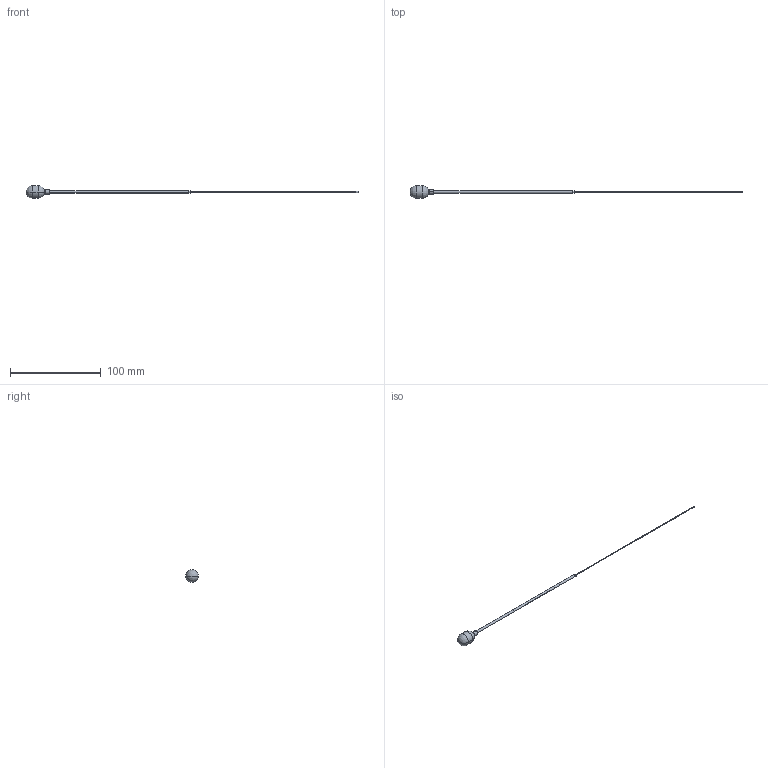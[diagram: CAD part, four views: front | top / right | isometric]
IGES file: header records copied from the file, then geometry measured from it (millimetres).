
Start section:  PTC IGES file: fb-bw-30330-000_sw.igs
Global section: file name: fb-bw-30330-000_sw.igs; native system: Pro/ENGINEER by Parametric Technology Corporation; preprocessor: 2008070; author: ttang; organization: Unknown; date: 20081017.104939; units: inch
Bounding box: 365.08 x 13.97 x 13.97 mm (x, y, z)
Volume: 3136.3 mm3; surface area: 3735.5 mm2
Topology: 1 solids, 2 shells, 84 faces, 176 edges, 105 vertices
Faces by surface type: revolution 58, bspline 26
